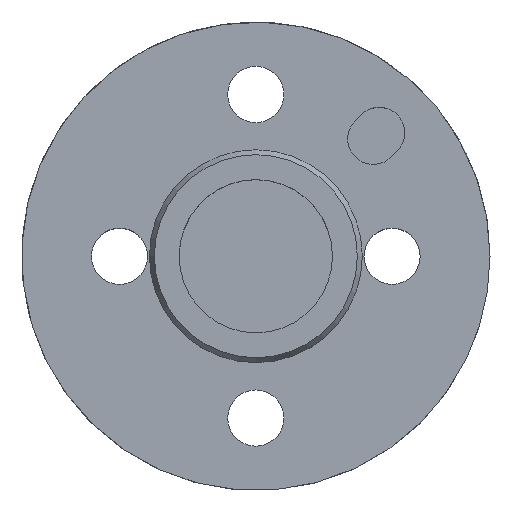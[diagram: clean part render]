
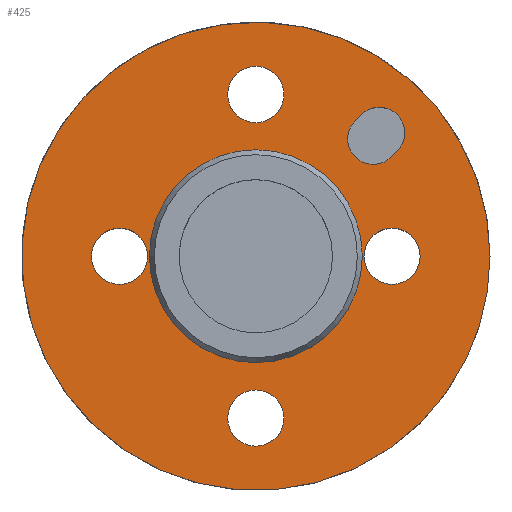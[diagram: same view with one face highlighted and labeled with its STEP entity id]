
A CAD part, top view. The second image highlights one B-rep face of the part: STEP entity #425.
In plain terms, the highlighted planar face has unit normal (0, 0, 1).
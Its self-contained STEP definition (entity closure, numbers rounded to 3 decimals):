
#36=FACE_BOUND('',#125,.T.);
#37=FACE_BOUND('',#126,.T.);
#38=FACE_BOUND('',#127,.T.);
#39=FACE_BOUND('',#128,.T.);
#40=FACE_BOUND('',#129,.T.);
#41=FACE_BOUND('',#130,.T.);
#54=PLANE('',#484);
#81=FACE_OUTER_BOUND('',#124,.T.);
#124=EDGE_LOOP('',(#380));
#125=EDGE_LOOP('',(#381,#382,#383,#384));
#126=EDGE_LOOP('',(#385));
#127=EDGE_LOOP('',(#386));
#128=EDGE_LOOP('',(#387));
#129=EDGE_LOOP('',(#388));
#130=EDGE_LOOP('',(#389));
#133=LINE('',#626,#158);
#136=LINE('',#632,#161);
#158=VECTOR('',#497,10.);
#161=VECTOR('',#502,10.);
#181=CIRCLE('',#435,3.);
#183=CIRCLE('',#440,3.);
#189=CIRCLE('',#451,12.5);
#192=CIRCLE('',#457,3.3);
#195=CIRCLE('',#462,3.3);
#199=CIRCLE('',#469,3.3);
#202=CIRCLE('',#474,3.3);
#204=CIRCLE('',#481,27.5);
#205=VERTEX_POINT('',#616);
#206=VERTEX_POINT('',#617);
#209=VERTEX_POINT('',#625);
#211=VERTEX_POINT('',#631);
#217=VERTEX_POINT('',#652);
#220=VERTEX_POINT('',#661);
#223=VERTEX_POINT('',#669);
#232=VERTEX_POINT('',#691);
#235=VERTEX_POINT('',#699);
#242=VERTEX_POINT('',#723);
#243=EDGE_CURVE('',#205,#206,#181,.T.);
#247=EDGE_CURVE('',#209,#205,#133,.T.);
#250=EDGE_CURVE('',#206,#211,#136,.T.);
#253=EDGE_CURVE('',#211,#209,#183,.T.);
#259=EDGE_CURVE('',#217,#217,#189,.T.);
#262=EDGE_CURVE('',#220,#220,#192,.T.);
#265=EDGE_CURVE('',#223,#223,#195,.T.);
#275=EDGE_CURVE('',#232,#232,#199,.T.);
#278=EDGE_CURVE('',#235,#235,#202,.T.);
#290=EDGE_CURVE('',#242,#242,#204,.T.);
#380=ORIENTED_EDGE('',*,*,#290,.T.);
#381=ORIENTED_EDGE('',*,*,#243,.T.);
#382=ORIENTED_EDGE('',*,*,#250,.T.);
#383=ORIENTED_EDGE('',*,*,#253,.T.);
#384=ORIENTED_EDGE('',*,*,#247,.T.);
#385=ORIENTED_EDGE('',*,*,#259,.T.);
#386=ORIENTED_EDGE('',*,*,#262,.T.);
#387=ORIENTED_EDGE('',*,*,#265,.T.);
#388=ORIENTED_EDGE('',*,*,#275,.T.);
#389=ORIENTED_EDGE('',*,*,#278,.T.);
#425=ADVANCED_FACE('',(#81,#36,#37,#38,#39,#40,#41),#54,.T.);
#435=AXIS2_PLACEMENT_3D('',#618,#489,#490);
#440=AXIS2_PLACEMENT_3D('',#637,#507,#508);
#451=AXIS2_PLACEMENT_3D('',#653,#529,#530);
#457=AXIS2_PLACEMENT_3D('',#662,#541,#542);
#462=AXIS2_PLACEMENT_3D('',#670,#551,#552);
#469=AXIS2_PLACEMENT_3D('',#692,#571,#572);
#474=AXIS2_PLACEMENT_3D('',#700,#581,#582);
#481=AXIS2_PLACEMENT_3D('',#724,#605,#606);
#484=AXIS2_PLACEMENT_3D('',#728,#612,#613);
#489=DIRECTION('center_axis',(0.,0.,-1.));
#490=DIRECTION('ref_axis',(0.707,-0.707,0.));
#497=DIRECTION('',(0.707,0.707,0.));
#502=DIRECTION('',(-0.707,-0.707,0.));
#507=DIRECTION('center_axis',(0.,0.,-1.));
#508=DIRECTION('ref_axis',(-0.707,0.707,0.));
#529=DIRECTION('center_axis',(0.,0.,-1.));
#530=DIRECTION('ref_axis',(-1.,0.,0.));
#541=DIRECTION('center_axis',(0.,0.,-1.));
#542=DIRECTION('ref_axis',(-1.,0.,0.));
#551=DIRECTION('center_axis',(0.,0.,-1.));
#552=DIRECTION('ref_axis',(-1.,0.,0.));
#571=DIRECTION('center_axis',(0.,0.,-1.));
#572=DIRECTION('ref_axis',(-1.,0.,0.));
#581=DIRECTION('center_axis',(0.,0.,-1.));
#582=DIRECTION('ref_axis',(-1.,0.,0.));
#605=DIRECTION('center_axis',(0.,0.,1.));
#606=DIRECTION('ref_axis',(-1.,0.,0.));
#612=DIRECTION('center_axis',(0.,0.,1.));
#613=DIRECTION('ref_axis',(1.,0.,0.));
#616=CARTESIAN_POINT('',(12.374,16.617,17.));
#617=CARTESIAN_POINT('',(16.617,12.374,17.));
#618=CARTESIAN_POINT('Origin',(14.496,14.496,17.));
#625=CARTESIAN_POINT('',(11.667,15.91,17.));
#626=CARTESIAN_POINT('',(4.773,9.016,17.));
#631=CARTESIAN_POINT('',(15.91,11.667,17.));
#632=CARTESIAN_POINT('',(9.369,5.127,17.));
#637=CARTESIAN_POINT('Origin',(13.789,13.789,17.));
#652=CARTESIAN_POINT('',(12.5,0.,17.));
#653=CARTESIAN_POINT('Origin',(0.,0.,17.));
#661=CARTESIAN_POINT('',(19.3,0.,17.));
#662=CARTESIAN_POINT('Origin',(16.,0.,17.));
#669=CARTESIAN_POINT('',(-12.7,0.,17.));
#670=CARTESIAN_POINT('Origin',(-16.,0.,17.));
#691=CARTESIAN_POINT('',(3.3,19.,17.));
#692=CARTESIAN_POINT('Origin',(0.,19.,17.));
#699=CARTESIAN_POINT('',(3.3,-19.,17.));
#700=CARTESIAN_POINT('Origin',(0.,-19.,17.));
#723=CARTESIAN_POINT('',(27.5,0.,17.));
#724=CARTESIAN_POINT('Origin',(0.,0.,17.));
#728=CARTESIAN_POINT('Origin',(0.,0.,17.));
